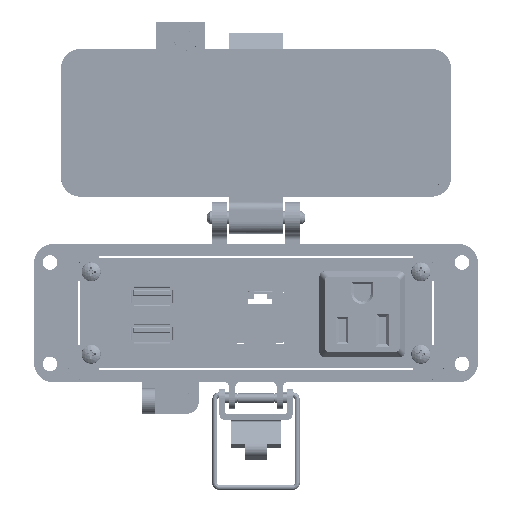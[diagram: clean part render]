
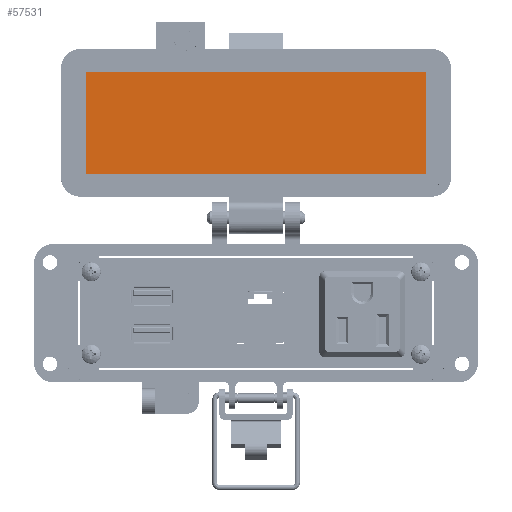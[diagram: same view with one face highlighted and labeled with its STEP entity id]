
A CAD part, top view. The second image highlights one B-rep face of the part: STEP entity #57531.
In plain terms, the highlighted planar face has unit normal (0, 0, 1).
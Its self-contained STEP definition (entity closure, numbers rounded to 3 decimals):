
#611 = CARTESIAN_POINT ( 'NONE',  ( -53.75, 51.154, -25.55 ) ) ;
#1824 = VECTOR ( 'NONE', #26188, 1000. ) ;
#2617 = DIRECTION ( 'NONE',  ( -1., 0., 0. ) ) ;
#4560 = ORIENTED_EDGE ( 'NONE', *, *, #8134, .F. ) ;
#4884 = CARTESIAN_POINT ( 'NONE',  ( -8.5, 67.154, -25.55 ) ) ;
#7168 = VECTOR ( 'NONE', #67583, 1000. ) ;
#8134 = EDGE_CURVE ( 'NONE', #100888, #32821, #25361, .T. ) ;
#9649 = LINE ( 'NONE', #75516, #7168 ) ;
#12479 = PLANE ( 'NONE',  #98554 ) ;
#12825 = DIRECTION ( 'NONE',  ( 0., 0., 1. ) ) ;
#24390 = EDGE_CURVE ( 'NONE', #32821, #57584, #92539, .T. ) ;
#25361 = LINE ( 'NONE', #34158, #1824 ) ;
#26188 = DIRECTION ( 'NONE',  ( 0., 1., 0. ) ) ;
#29124 = CARTESIAN_POINT ( 'NONE',  ( 53.75, 83.154, -25.55 ) ) ;
#32821 = VERTEX_POINT ( 'NONE', #69083 ) ;
#33388 = LINE ( 'NONE', #89320, #46978 ) ;
#34158 = CARTESIAN_POINT ( 'NONE',  ( -53.75, 67.154, -25.55 ) ) ;
#36258 = EDGE_CURVE ( 'NONE', #72019, #100888, #33388, .T. ) ;
#46978 = VECTOR ( 'NONE', #2617, 1000. ) ;
#47877 = EDGE_CURVE ( 'NONE', #57584, #72019, #9649, .T. ) ;
#57531 = ADVANCED_FACE ( 'NONE', ( #60613 ), #12479, .T. ) ;
#57584 = VERTEX_POINT ( 'NONE', #29124 ) ;
#60613 = FACE_OUTER_BOUND ( 'NONE', #94198, .T. ) ;
#66772 = CARTESIAN_POINT ( 'NONE',  ( 53.75, 51.154, -25.55 ) ) ;
#67147 = DIRECTION ( 'NONE',  ( 1., 0., 0. ) ) ;
#67583 = DIRECTION ( 'NONE',  ( 0., -1., 0. ) ) ;
#68128 = DIRECTION ( 'NONE',  ( 0., -1., 0. ) ) ;
#69083 = CARTESIAN_POINT ( 'NONE',  ( -53.75, 83.154, -25.55 ) ) ;
#71532 = VECTOR ( 'NONE', #67147, 1000. ) ;
#72019 = VERTEX_POINT ( 'NONE', #66772 ) ;
#75516 = CARTESIAN_POINT ( 'NONE',  ( 53.75, 67.154, -25.55 ) ) ;
#79093 = ORIENTED_EDGE ( 'NONE', *, *, #47877, .F. ) ;
#86192 = CARTESIAN_POINT ( 'NONE',  ( -8.5, 83.154, -25.55 ) ) ;
#89320 = CARTESIAN_POINT ( 'NONE',  ( 42., 51.154, -25.55 ) ) ;
#92539 = LINE ( 'NONE', #86192, #71532 ) ;
#93956 = ORIENTED_EDGE ( 'NONE', *, *, #36258, .F. ) ;
#94198 = EDGE_LOOP ( 'NONE', ( #101211, #4560, #93956, #79093 ) ) ;
#98554 = AXIS2_PLACEMENT_3D ( 'NONE', #4884, #12825, #68128 ) ;
#100888 = VERTEX_POINT ( 'NONE', #611 ) ;
#101211 = ORIENTED_EDGE ( 'NONE', *, *, #24390, .F. ) ;
